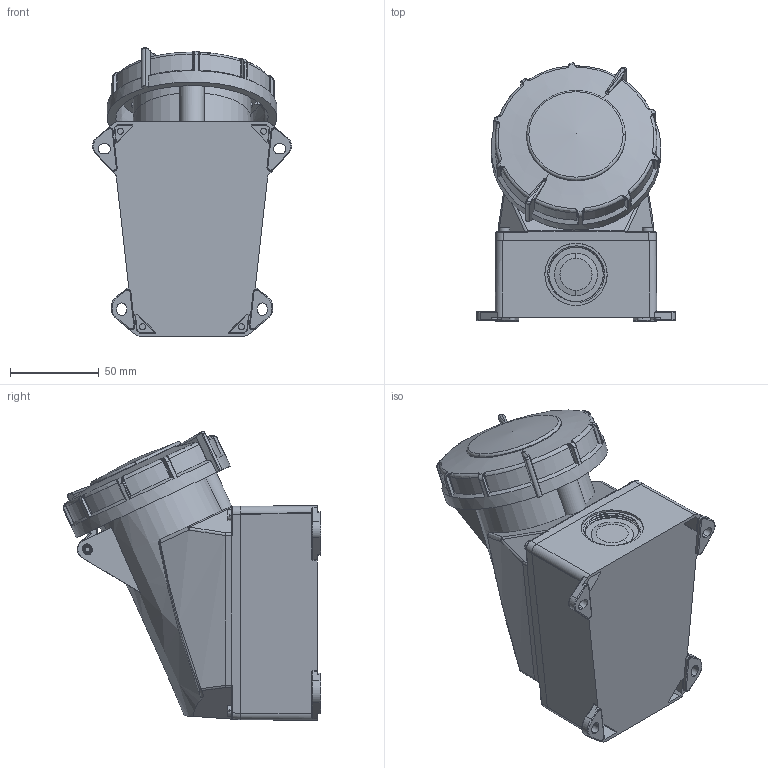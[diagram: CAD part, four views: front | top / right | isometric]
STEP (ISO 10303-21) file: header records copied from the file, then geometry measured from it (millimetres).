
FILE_DESCRIPTION (( 'STEP AP203' ), '1' );
FILE_NAME ('PSR11-032-3-0-67 Ðîçåòêà ñòö. ÑÑÈ-1232 IP67 IEK.STEP', '2025-01-22T12:52:34', ( '' ), ( '' ), 'SwSTEP 2.0', 'SolidWorks 2022', '' );
FILE_SCHEMA (( 'CONFIG_CONTROL_DESIGN' ));
Length unit declared in the file: millimetre
Products named in the file (11): QX120211.stp^PSR11-032-3-0-67 Розетка стц. ССИ-1232 IP67 IEK; PSR11-032-3-0-67 Розетка стц. ССИ-1232 IP67 IEK; QX12024.stp^PSR11-032-3-0-67 Розетка стц. ССИ-1232 IP67 IEK; QX12027.stp^PSR11-032-3-0-67 Розетка стц. ССИ-1232 IP67 IEK; QX120213.stp^PSR11-032-3-0-67 Розетка стц. ССИ-1232 IP67 IEK; QX12025.stp^PSR11-032-3-0-67 Розетка стц. ССИ-1232 IP67 IEK; QX120212.stp^PSR11-032-3-0-67 Розетка стц. ССИ-1232 IP67 IEK; QX12028.stp^PSR11-032-3-0-67 Розетка стц. ССИ-1232 IP67 IEK; QX12021.stp^PSR11-032-3-0-67 Розетка стц. ССИ-1232 IP67 IEK; QX12023.stp^PSR11-032-3-0-67 Розетка стц. ССИ-1232 IP67 IEK; QX120210.stp^PSR11-032-3-0-67 Розетка стц. ССИ-1232 IP67 IEK
Assembly tree (10 placements, depth 2):
  PSR11-032-3-0-67 Розетка стц. ССИ-1232 IP67 IEK
    QX12021.stp^PSR11-032-3-0-67 Розетка стц. ССИ-1232 IP67 IEK
    QX12023.stp^PSR11-032-3-0-67 Розетка стц. ССИ-1232 IP67 IEK
    QX12024.stp^PSR11-032-3-0-67 Розетка стц. ССИ-1232 IP67 IEK
    QX12025.stp^PSR11-032-3-0-67 Розетка стц. ССИ-1232 IP67 IEK
    QX12027.stp^PSR11-032-3-0-67 Розетка стц. ССИ-1232 IP67 IEK
    QX12028.stp^PSR11-032-3-0-67 Розетка стц. ССИ-1232 IP67 IEK
    QX120210.stp^PSR11-032-3-0-67 Розетка стц. ССИ-1232 IP67 IEK
    QX120211.stp^PSR11-032-3-0-67 Розетка стц. ССИ-1232 IP67 IEK
    QX120212.stp^PSR11-032-3-0-67 Розетка стц. ССИ-1232 IP67 IEK
    QX120213.stp^PSR11-032-3-0-67 Розетка стц. ССИ-1232 IP67 IEK
Bounding box: 111.98 x 144.94 x 162.36 mm (x, y, z)
Volume: 232117.8 mm3; surface area: 155107.5 mm2
Topology: 9 solids, 10 shells, 1287 faces, 3384 edges, 2111 vertices
Faces by surface type: cylinder 487, plane 374, bspline 210, torus 118, cone 78, sphere 20
Entity records: 53892 total; most frequent: CARTESIAN_POINT 23317, ORIENTED_EDGE 6671, DIRECTION 5575, EDGE_CURVE 3342, VERTEX_POINT 2108, AXIS2_PLACEMENT_3D 2105, VECTOR 1365, LINE 1365
